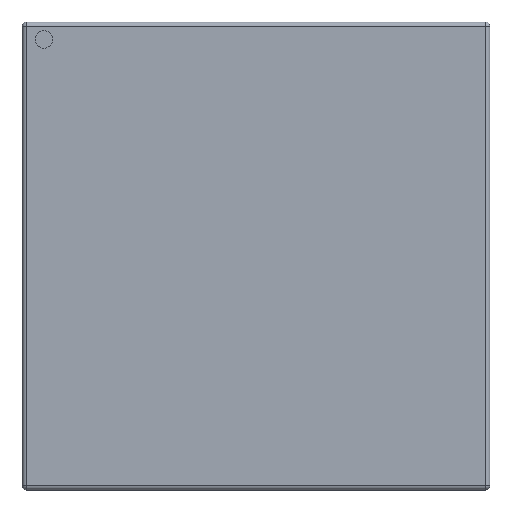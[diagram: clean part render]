
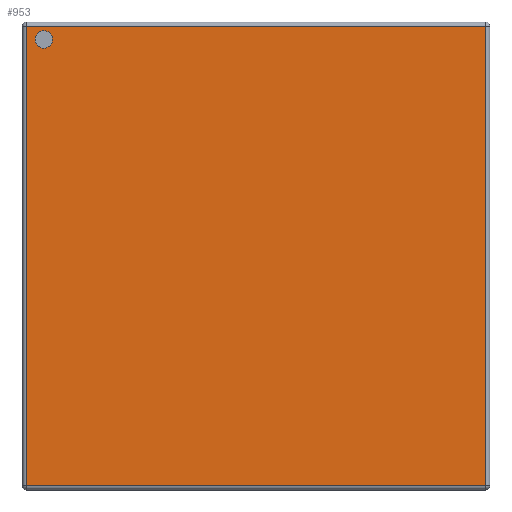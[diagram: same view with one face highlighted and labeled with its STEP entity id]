
A CAD part, top view. The second image highlights one B-rep face of the part: STEP entity #953.
In plain terms, the highlighted planar face has unit normal (0, 0, 1).
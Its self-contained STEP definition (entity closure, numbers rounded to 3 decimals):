
#48=FACE_BOUND('',#283,.T.);
#96=PLANE('',#1089);
#186=FACE_OUTER_BOUND('',#282,.T.);
#282=EDGE_LOOP('',(#803,#804,#805,#806));
#283=EDGE_LOOP('',(#807));
#330=LINE('',#1571,#355);
#334=LINE('',#1584,#359);
#336=LINE('',#1587,#361);
#338=LINE('',#1590,#363);
#355=VECTOR('',#1248,10.);
#359=VECTOR('',#1264,10.);
#361=VECTOR('',#1268,10.);
#363=VECTOR('',#1272,10.);
#369=CIRCLE('',#1004,0.05);
#463=VERTEX_POINT('',#1500);
#475=VERTEX_POINT('',#1532);
#481=VERTEX_POINT('',#1552);
#484=VERTEX_POINT('',#1562);
#487=VERTEX_POINT('',#1575);
#557=EDGE_CURVE('',#463,#463,#369,.T.);
#591=EDGE_CURVE('',#475,#484,#330,.T.);
#598=EDGE_CURVE('',#484,#487,#334,.T.);
#600=EDGE_CURVE('',#487,#481,#336,.T.);
#602=EDGE_CURVE('',#481,#475,#338,.T.);
#803=ORIENTED_EDGE('',*,*,#591,.F.);
#804=ORIENTED_EDGE('',*,*,#602,.F.);
#805=ORIENTED_EDGE('',*,*,#600,.F.);
#806=ORIENTED_EDGE('',*,*,#598,.F.);
#807=ORIENTED_EDGE('',*,*,#557,.T.);
#953=ADVANCED_FACE('',(#186,#48),#96,.T.);
#1004=AXIS2_PLACEMENT_3D('',#1501,#1163,#1164);
#1089=AXIS2_PLACEMENT_3D('',#1670,#1358,#1359);
#1163=DIRECTION('center_axis',(0.,0.,-1.));
#1164=DIRECTION('ref_axis',(-1.,0.,0.));
#1248=DIRECTION('',(1.,0.,0.));
#1264=DIRECTION('',(0.,-1.,0.));
#1268=DIRECTION('',(-1.,0.,0.));
#1272=DIRECTION('',(0.,1.,0.));
#1358=DIRECTION('center_axis',(0.,0.,1.));
#1359=DIRECTION('ref_axis',(1.,0.,0.));
#1500=CARTESIAN_POINT('',(-1.167,1.242,0.575));
#1501=CARTESIAN_POINT('Origin',(-1.217,1.242,0.575));
#1532=CARTESIAN_POINT('',(-1.317,1.317,0.575));
#1552=CARTESIAN_POINT('',(-1.317,-1.317,0.575));
#1562=CARTESIAN_POINT('',(1.317,1.317,0.575));
#1571=CARTESIAN_POINT('',(0.671,1.317,0.575));
#1575=CARTESIAN_POINT('',(1.317,-1.317,0.575));
#1584=CARTESIAN_POINT('',(1.317,-0.671,0.575));
#1587=CARTESIAN_POINT('',(-0.671,-1.317,0.575));
#1590=CARTESIAN_POINT('',(-1.317,0.671,0.575));
#1670=CARTESIAN_POINT('Origin',(0.,0.,0.575));
